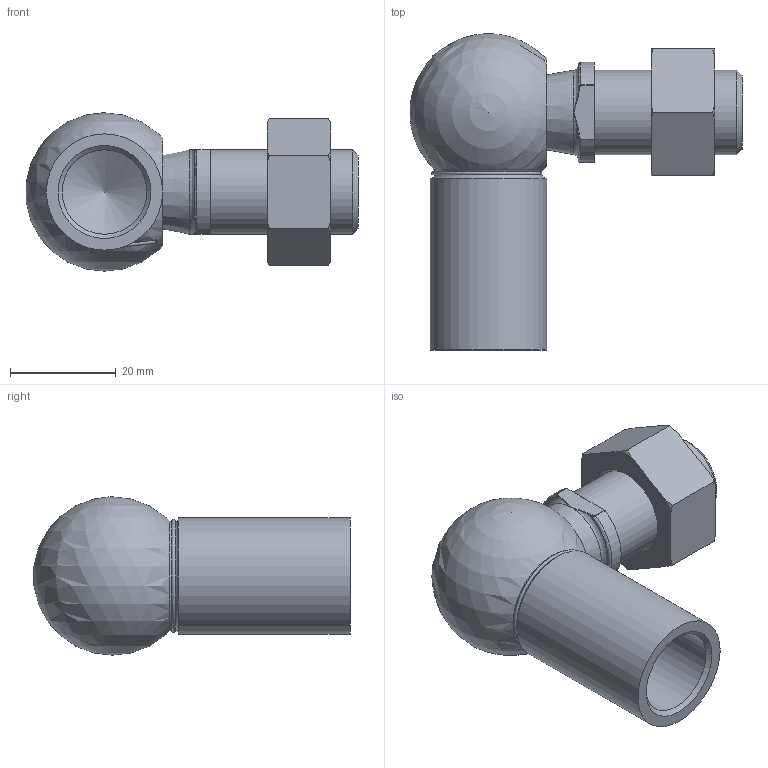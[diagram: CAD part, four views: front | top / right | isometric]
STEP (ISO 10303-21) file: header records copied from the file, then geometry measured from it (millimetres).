
FILE_DESCRIPTION (( 'STEP AP214' ), '1' );
FILE_NAME ('75.01.07.0016L.step', '2021-04-02T17:53:47', ( '' ), ( '' ), 'SwSTEP 2.0', 'SolidWorks 2021', '' );
FILE_SCHEMA (( 'AUTOMOTIVE_DESIGN' ));
Length unit declared in the file: millimetre
Products named in the file (1): 75.01.07.0016L
Bounding box: 62.87 x 59.87 x 30 mm (x, y, z)
Volume: 30793.5 mm3; surface area: 13089.1 mm2
Topology: 5 solids, 5 shells, 90 faces, 211 edges, 129 vertices
Faces by surface type: plane 22, cone 19, bspline 18, cylinder 17, torus 9, sphere 5
Full cylindrical faces by diameter (mm): 0.6 x2, 0.7 x2, 16 x3, 19.83 x2, 20.83 x1, 22 x1
Entity records: 3081 total; most frequent: CARTESIAN_POINT 1314, ORIENTED_EDGE 334, DIRECTION 322, EDGE_CURVE 167, AXIS2_PLACEMENT_3D 146, EDGE_LOOP 124, VERTEX_POINT 115, FACE_OUTER_BOUND 106
